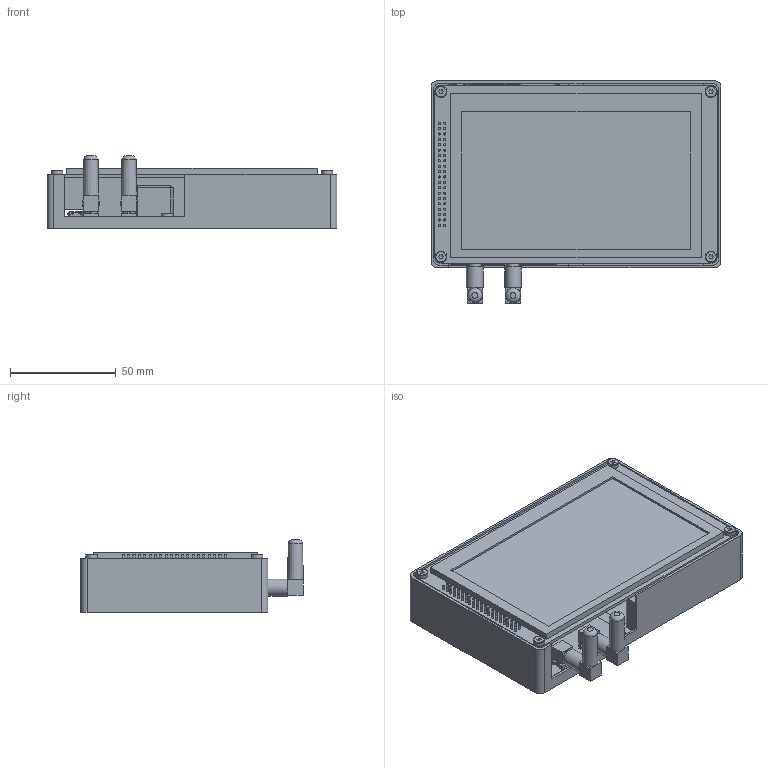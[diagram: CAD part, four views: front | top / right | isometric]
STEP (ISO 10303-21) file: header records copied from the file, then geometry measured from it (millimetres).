
FILE_DESCRIPTION(/* description */ ('','CAx-IF Rec.Pracs.---Representation and Presentation of Product Manufacturing Information (PMI)---4.0---2014-10-13'),/* implementation_level */ '2;1');
FILE_NAME(/* name */ 'HBG-Base Station v3.stp',/* time_stamp */ '2024-07-10T16:50:35+02:00',/* author */ ('Andre'),/* organization */ ('TIGERs Mannheim'),/* preprocessor_version */ 'ST-DEVELOPER v19.2',/* originating_system */ 'Autodesk Inventor 2023',/* authorisation */ '');
FILE_SCHEMA (('AP242_MANAGED_MODEL_BASED_3D_ENGINEERING_MIM_LF { 1 0 10303 442 1 1 4 }'));
Products named in the file (15): OBG-Base Station v3; Gehaeuse BS v3; UBG-Electronics; MG-Base Station PCB; Base Station PCB; 473460001; RJ45 Socket; Antenne-Klein; SMA-F-RA; ESQ-120-33-T-D; ESQ-120-33-T-D_socket; ESQ-120-33-T-D_pins; ESQ-120-33-G-D-LL_bpins; TFT-CP11009; DIN 7984 - M3 x 5
Assembly tree (22 placements, depth 5):
  OBG-Base Station v3
    Gehaeuse BS v3
    UBG-Electronics
      MG-Base Station PCB
        Base Station PCB
        473460001
        RJ45 Socket
        Antenne-Klein  x2
        SMA-F-RA  x2
        ESQ-120-33-T-D
          ESQ-120-33-T-D_socket
          ESQ-120-33-T-D_pins
          ESQ-120-33-G-D-LL_bpins
      TFT-CP11009
    DIN 7984 - M3 x 5  x7
Bounding box: 136.9 x 105.1 x 34.4 mm (x, y, z)
Volume: 102036.9 mm3; surface area: 94263.5 mm2
Topology: 19 solids, 19 shells, 2685 faces, 6908 edges, 4518 vertices
Faces by surface type: plane 2323, cylinder 324, cone 18, torus 14, sphere 4, bspline 2
Full cylindrical faces by diameter (mm): 0.8 x2, 1 x82, 2.75 x7, 3 x7, 3.2 x7, 4.5 x2, 5.5 x9, 6 x4, 8 x2
Entity records: 77108 total; most frequent: CARTESIAN_POINT 13571, ORIENTED_EDGE 13060, DIRECTION 12386, EDGE_CURVE 6530, LINE 5872, VECTOR 5872, VERTEX_POINT 4274, AXIS2_PLACEMENT_3D 3257
